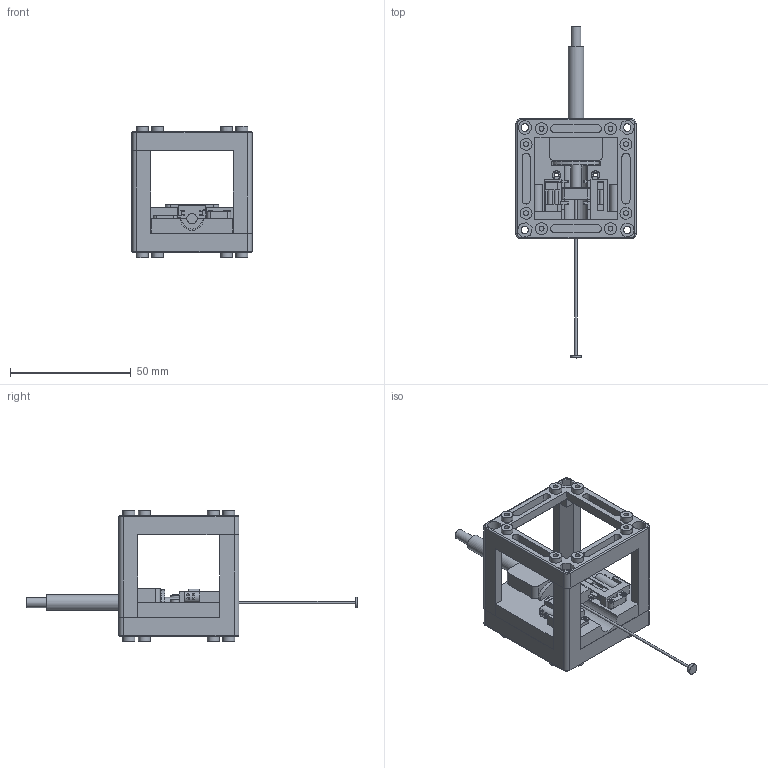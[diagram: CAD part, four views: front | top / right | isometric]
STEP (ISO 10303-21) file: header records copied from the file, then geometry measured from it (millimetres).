
FILE_DESCRIPTION(/* description */ (''),/* implementation_level */ '2;1');
FILE_NAME(/* name */ 'Assembly_Cube_Syringepump_Micro_v3.iam.step',/* time_stamp */ '2022-11-29T09:11:01+01:00',/* author */ ('marsikovabarbora'),/* organization */ (''),/* preprocessor_version */ 'ST-DEVELOPER v18.1',/* originating_system */ 'Autodesk Inventor 2022',/* authorisation */ '');
FILE_SCHEMA (('AUTOMOTIVE_DESIGN { 1 0 10303 214 3 1 1 }'));
Length unit declared in the file: millimetre
Products named in the file (8): Assembly_Cube_Syringepump_Micro_v3; Assembly_Cube_empty_IM_v3; 10_Cube_1x1_IM; 20_Cube_Insert_Syringepump_Micro_v3; 00_Syringe_10ml; 20_Cube_Insert_Template_magnetic_clamp_v3; 00_Microlinearmotor_aliexpress_5mm; 20_Cube_Insert_Syringepump_Micro_syringeclamp_v3
Assembly tree (9 placements, depth 3):
  Assembly_Cube_Syringepump_Micro_v3
    Assembly_Cube_empty_IM_v3
      10_Cube_1x1_IM  x2
    20_Cube_Insert_Syringepump_Micro_v3
    00_Syringe_10ml
    00_Microlinearmotor_aliexpress_5mm  x2
    20_Cube_Insert_Template_magnetic_clamp_v3
    20_Cube_Insert_Syringepump_Micro_syringeclamp_v3
Bounding box: 49.82 x 137.7 x 54.5 mm (x, y, z)
Volume: 39133.6 mm3; surface area: 31898.4 mm2
Topology: 14 solids, 14 shells, 617 faces, 1531 edges, 1014 vertices
Faces by surface type: plane 392, cylinder 207, torus 8, sphere 8, bspline 2
Full cylindrical faces by diameter (mm): 1 x9, 1.5 x18, 1.933 x6, 2.05 x16, 2.8 x4, 3.1 x8, 3.5 x2, 4.1 x1, 4.33 x2, 4.5 x2, 4.95 x16, 5 x4, 5.5 x4, 6.44 x1, 6.5 x4, 8.6 x1
Entity records: 11427 total; most frequent: CARTESIAN_POINT 2238, DIRECTION 1881, ORIENTED_EDGE 1766, EDGE_CURVE 883, AXIS2_PLACEMENT_3D 633, LINE 615, VECTOR 615, VERTEX_POINT 588
